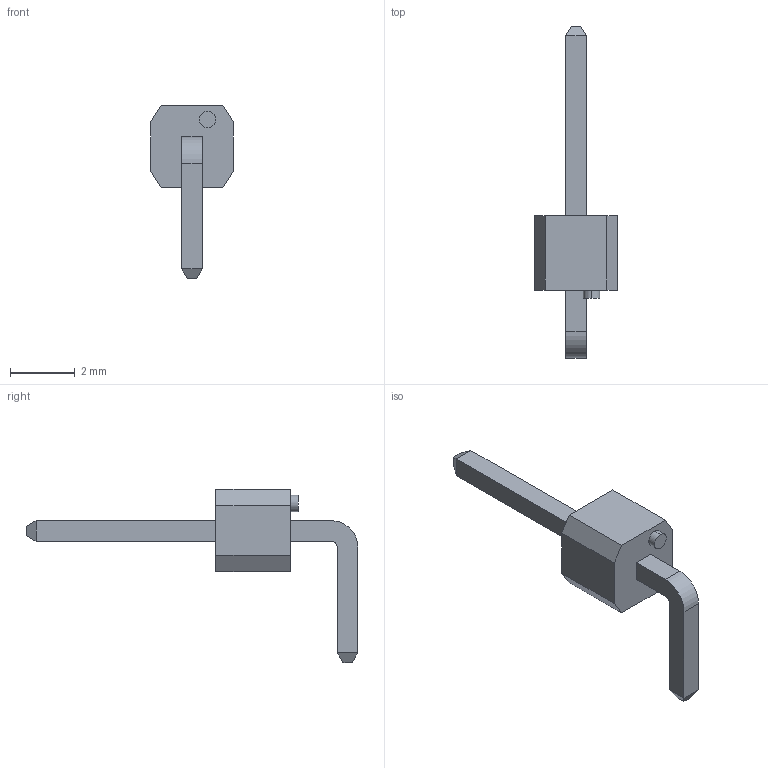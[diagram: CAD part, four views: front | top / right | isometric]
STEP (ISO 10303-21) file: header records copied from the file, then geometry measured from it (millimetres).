
FILE_DESCRIPTION (( 'STEP AP214' ), '1' );
FILE_NAME ('10058, G_ C01SABN-M30.STEP', '2012-10-04T16:31:19', ( ' ' ), ( '' ), 'SwSTEP 2.0', 'SolidWorks 2012', '' );
FILE_SCHEMA (( 'AUTOMOTIVE_DESIGN' ));
Length unit declared in the file: inch
Products named in the file (1): 10058, G_ C01SABN-M30
Bounding box: 2.54 x 10.21 x 5.33 mm (x, y, z)
Volume: 18.6 mm3; surface area: 62 mm2
Topology: 1 solids, 1 shells, 35 faces, 82 edges, 52 vertices
Faces by surface type: plane 31, cylinder 4
Entity records: 1059 total; most frequent: CARTESIAN_POINT 170, ORIENTED_EDGE 164, DIRECTION 162, EDGE_CURVE 82, VECTOR 74, LINE 74, VERTEX_POINT 52, AXIS2_PLACEMENT_3D 44
